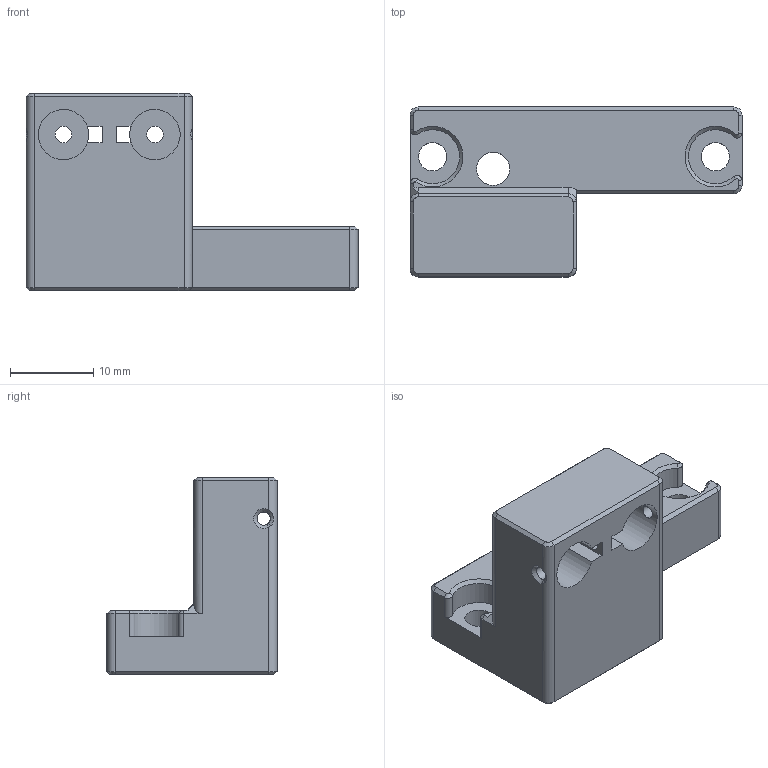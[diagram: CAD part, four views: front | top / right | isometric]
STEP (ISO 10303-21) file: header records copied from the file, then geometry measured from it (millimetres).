
FILE_DESCRIPTION(/* description */ (''),/* implementation_level */ '2;1');
FILE_NAME(/* name */ 'B-Hemera_Probe_Pickup-X.stp',/* time_stamp */ '2020-10-15T14:52:50-07:00',/* author */ (''),/* organization */ (''),/* preprocessor_version */ 'ST-DEVELOPER v18.1',/* originating_system */ 'Autodesk Translation Framework v9.3.0.1241',/* authorisation */ '');
FILE_SCHEMA (('AUTOMOTIVE_DESIGN { 1 0 10303 214 3 1 1 }'));
Length unit declared in the file: millimetre
Products named in the file (1): Probe Pickup
Bounding box: 39.92 x 20.45 x 23.8 mm (x, y, z)
Volume: 7045.2 mm3; surface area: 3582 mm2
Topology: 1 solids, 1 shells, 93 faces, 238 edges, 145 vertices
Faces by surface type: plane 39, cylinder 26, cone 22, bspline 6
Full cylindrical faces by diameter (mm): 1.6 x3, 2 x2, 3.4 x2, 4 x1
Entity records: 3068 total; most frequent: CARTESIAN_POINT 745, ORIENTED_EDGE 476, DIRECTION 470, EDGE_CURVE 238, AXIS2_PLACEMENT_3D 163, VERTEX_POINT 145, LINE 144, VECTOR 144
